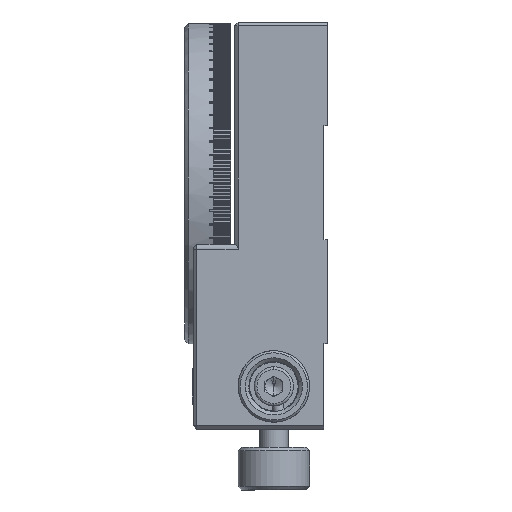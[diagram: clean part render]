
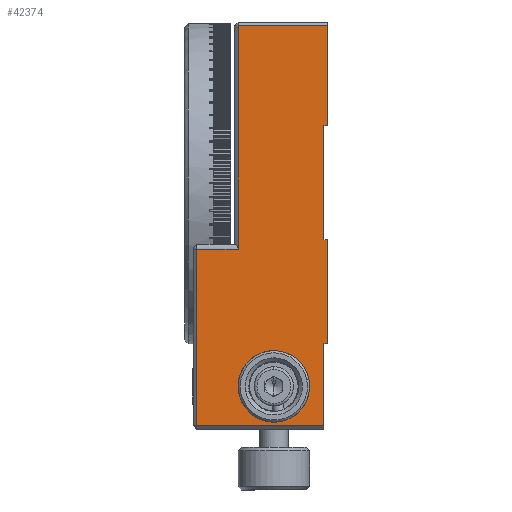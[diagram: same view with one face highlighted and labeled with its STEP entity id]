
A CAD part, left-side view. The second image highlights one B-rep face of the part: STEP entity #42374.
In plain terms, the highlighted planar face has unit normal (-1, 0, 0).
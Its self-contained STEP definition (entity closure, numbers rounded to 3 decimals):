
#593 = VERTEX_POINT ( 'NONE', #20962 ) ;
#1019 = DIRECTION ( 'NONE',  ( 0., 0., 1. ) ) ;
#1166 = ORIENTED_EDGE ( 'NONE', *, *, #12095, .T. ) ;
#1213 = VECTOR ( 'NONE', #7910, 1000. ) ;
#1463 = VERTEX_POINT ( 'NONE', #45801 ) ;
#2290 = EDGE_CURVE ( 'NONE', #22432, #13323, #24667, .T. ) ;
#2739 = EDGE_LOOP ( 'NONE', ( #50883, #50879 ) ) ;
#2797 = DIRECTION ( 'NONE',  ( 0., 0., 1. ) ) ;
#2993 = CARTESIAN_POINT ( 'NONE',  ( -22.5, 0., -28.5 ) ) ;
#3196 = CARTESIAN_POINT ( 'NONE',  ( -22.5, 13., 28. ) ) ;
#3543 = EDGE_CURVE ( 'NONE', #51835, #15375, #20100, .T. ) ;
#3981 = CARTESIAN_POINT ( 'NONE',  ( -22.5, 0.5, -28.5 ) ) ;
#4069 = LINE ( 'NONE', #39840, #29449 ) ;
#4072 = VERTEX_POINT ( 'NONE', #40506 ) ;
#4205 = CARTESIAN_POINT ( 'NONE',  ( -22.5, 7.5, -22.5 ) ) ;
#5576 = VERTEX_POINT ( 'NONE', #23576 ) ;
#7497 = DIRECTION ( 'NONE',  ( 0., 0., -1. ) ) ;
#7559 = DIRECTION ( 'NONE',  ( 1., 0., 0. ) ) ;
#7910 = DIRECTION ( 'NONE',  ( 0., 1., 0. ) ) ;
#7982 = AXIS2_PLACEMENT_3D ( 'NONE', #14347, #42714, #50841 ) ;
#8270 = VERTEX_POINT ( 'NONE', #9772 ) ;
#9088 = VECTOR ( 'NONE', #12540, 1000. ) ;
#9772 = CARTESIAN_POINT ( 'NONE',  ( -22.5, 0., -16.5 ) ) ;
#10070 = VECTOR ( 'NONE', #7497, 1000. ) ;
#11154 = DIRECTION ( 'NONE',  ( 0., 0., 1. ) ) ;
#11455 = CARTESIAN_POINT ( 'NONE',  ( -22.5, 13., -28.5 ) ) ;
#11912 = CARTESIAN_POINT ( 'NONE',  ( -22.5, 0.5, -16.5 ) ) ;
#12095 = EDGE_CURVE ( 'NONE', #20332, #4072, #48630, .T. ) ;
#12104 = EDGE_CURVE ( 'NONE', #5576, #27824, #48000, .T. ) ;
#12320 = EDGE_CURVE ( 'NONE', #4072, #29255, #23852, .T. ) ;
#12354 = DIRECTION ( 'NONE',  ( 1., 0., 0. ) ) ;
#12540 = DIRECTION ( 'NONE',  ( 0., -1., 0. ) ) ;
#12602 = DIRECTION ( 'NONE',  ( 0., -1., 0. ) ) ;
#13323 = VERTEX_POINT ( 'NONE', #22857 ) ;
#14347 = CARTESIAN_POINT ( 'NONE',  ( -22.5, 7.5, -22.5 ) ) ;
#15375 = VERTEX_POINT ( 'NONE', #43515 ) ;
#15525 = DIRECTION ( 'NONE',  ( 0., 0., -1. ) ) ;
#17441 = EDGE_CURVE ( 'NONE', #44050, #22432, #4069, .T. ) ;
#17470 = CARTESIAN_POINT ( 'NONE',  ( -22.5, 0.5, -28.5 ) ) ;
#18779 = LINE ( 'NONE', #17470, #40981 ) ;
#20100 = CIRCLE ( 'NONE', #50586, 4.4 ) ;
#20138 = FACE_BOUND ( 'NONE', #2739, .T. ) ;
#20237 = ORIENTED_EDGE ( 'NONE', *, *, #39664, .T. ) ;
#20332 = VERTEX_POINT ( 'NONE', #29930 ) ;
#20555 = ORIENTED_EDGE ( 'NONE', *, *, #12320, .T. ) ;
#20962 = CARTESIAN_POINT ( 'NONE',  ( -22.5, 0., -2. ) ) ;
#22432 = VERTEX_POINT ( 'NONE', #47264 ) ;
#22603 = VECTOR ( 'NONE', #52511, 1000. ) ;
#22857 = CARTESIAN_POINT ( 'NONE',  ( -22.5, 18.3, -28. ) ) ;
#23000 = DIRECTION ( 'NONE',  ( 0., 1., 0. ) ) ;
#23576 = CARTESIAN_POINT ( 'NONE',  ( -22.5, 0.5, -28. ) ) ;
#23643 = ORIENTED_EDGE ( 'NONE', *, *, #45447, .T. ) ;
#23852 = LINE ( 'NONE', #26903, #52362 ) ;
#24638 = EDGE_CURVE ( 'NONE', #15375, #51835, #31160, .T. ) ;
#24667 = LINE ( 'NONE', #39930, #10070 ) ;
#24797 = EDGE_LOOP ( 'NONE', ( #20555, #25584, #28591, #44452, #46567, #26021, #28499, #20237, #40112, #36375, #23643, #1166 ) ) ;
#25502 = EDGE_CURVE ( 'NONE', #1463, #44050, #43356, .T. ) ;
#25584 = ORIENTED_EDGE ( 'NONE', *, *, #44595, .T. ) ;
#26021 = ORIENTED_EDGE ( 'NONE', *, *, #26452, .T. ) ;
#26087 = VECTOR ( 'NONE', #12602, 1000. ) ;
#26452 = EDGE_CURVE ( 'NONE', #13323, #5576, #27970, .T. ) ;
#26903 = CARTESIAN_POINT ( 'NONE',  ( -22.5, 0., -28.5 ) ) ;
#27265 = AXIS2_PLACEMENT_3D ( 'NONE', #11455, #7559, #15525 ) ;
#27824 = VERTEX_POINT ( 'NONE', #11912 ) ;
#27970 = LINE ( 'NONE', #41165, #26087 ) ;
#28102 = CARTESIAN_POINT ( 'NONE',  ( -22.5, 13., -2. ) ) ;
#28125 = VECTOR ( 'NONE', #45738, 1000. ) ;
#28499 = ORIENTED_EDGE ( 'NONE', *, *, #12104, .T. ) ;
#28591 = ORIENTED_EDGE ( 'NONE', *, *, #25502, .T. ) ;
#29014 = CARTESIAN_POINT ( 'NONE',  ( -22.5, 13., -16.5 ) ) ;
#29255 = VERTEX_POINT ( 'NONE', #37848 ) ;
#29449 = VECTOR ( 'NONE', #23000, 1000. ) ;
#29675 = VECTOR ( 'NONE', #43627, 1000. ) ;
#29930 = CARTESIAN_POINT ( 'NONE',  ( -22.5, 0.5, 14. ) ) ;
#30301 = FACE_OUTER_BOUND ( 'NONE', #24797, .T. ) ;
#30489 = LINE ( 'NONE', #2993, #44451 ) ;
#31132 = CARTESIAN_POINT ( 'NONE',  ( -22.5, 7.5, -26.9 ) ) ;
#31160 = CIRCLE ( 'NONE', #7982, 4.4 ) ;
#32176 = LINE ( 'NONE', #3196, #29675 ) ;
#32179 = DIRECTION ( 'NONE',  ( 0., 0., -1. ) ) ;
#32296 = CARTESIAN_POINT ( 'NONE',  ( -22.5, 12.5, -3.298 ) ) ;
#33519 = LINE ( 'NONE', #28102, #1213 ) ;
#35736 = PLANE ( 'NONE',  #27265 ) ;
#36375 = ORIENTED_EDGE ( 'NONE', *, *, #36383, .T. ) ;
#36383 = EDGE_CURVE ( 'NONE', #593, #38209, #33519, .T. ) ;
#36566 = DIRECTION ( 'NONE',  ( 0., 0., 1. ) ) ;
#37848 = CARTESIAN_POINT ( 'NONE',  ( -22.5, 0., 28. ) ) ;
#38209 = VERTEX_POINT ( 'NONE', #46522 ) ;
#39664 = EDGE_CURVE ( 'NONE', #27824, #8270, #51551, .T. ) ;
#39840 = CARTESIAN_POINT ( 'NONE',  ( -22.5, 13., -3.298 ) ) ;
#39930 = CARTESIAN_POINT ( 'NONE',  ( -22.5, 18.3, -28.5 ) ) ;
#40112 = ORIENTED_EDGE ( 'NONE', *, *, #50975, .T. ) ;
#40326 = CARTESIAN_POINT ( 'NONE',  ( -22.5, 13., 14. ) ) ;
#40506 = CARTESIAN_POINT ( 'NONE',  ( -22.5, 0., 14. ) ) ;
#40981 = VECTOR ( 'NONE', #1019, 1000. ) ;
#41165 = CARTESIAN_POINT ( 'NONE',  ( -22.5, 13., -28. ) ) ;
#42374 = ADVANCED_FACE ( 'NONE', ( #20138, #30301 ), #35736, .F. ) ;
#42714 = DIRECTION ( 'NONE',  ( 1., 0., 0. ) ) ;
#43356 = LINE ( 'NONE', #45209, #28125 ) ;
#43515 = CARTESIAN_POINT ( 'NONE',  ( -22.5, 7.5, -18.1 ) ) ;
#43627 = DIRECTION ( 'NONE',  ( 0., 1., 0. ) ) ;
#44050 = VERTEX_POINT ( 'NONE', #32296 ) ;
#44451 = VECTOR ( 'NONE', #11154, 1000. ) ;
#44452 = ORIENTED_EDGE ( 'NONE', *, *, #17441, .T. ) ;
#44595 = EDGE_CURVE ( 'NONE', #29255, #1463, #32176, .T. ) ;
#45209 = CARTESIAN_POINT ( 'NONE',  ( -22.5, 12.5, -3.298 ) ) ;
#45447 = EDGE_CURVE ( 'NONE', #38209, #20332, #18779, .T. ) ;
#45738 = DIRECTION ( 'NONE',  ( 0., 0., -1. ) ) ;
#45801 = CARTESIAN_POINT ( 'NONE',  ( -22.5, 12.5, 28. ) ) ;
#46522 = CARTESIAN_POINT ( 'NONE',  ( -22.5, 0.5, -2. ) ) ;
#46567 = ORIENTED_EDGE ( 'NONE', *, *, #2290, .T. ) ;
#46734 = VECTOR ( 'NONE', #36566, 1000. ) ;
#47264 = CARTESIAN_POINT ( 'NONE',  ( -22.5, 18.3, -3.298 ) ) ;
#48000 = LINE ( 'NONE', #3981, #46734 ) ;
#48630 = LINE ( 'NONE', #40326, #22603 ) ;
#50586 = AXIS2_PLACEMENT_3D ( 'NONE', #4205, #12354, #32179 ) ;
#50841 = DIRECTION ( 'NONE',  ( 0., 0., -1. ) ) ;
#50879 = ORIENTED_EDGE ( 'NONE', *, *, #24638, .T. ) ;
#50883 = ORIENTED_EDGE ( 'NONE', *, *, #3543, .T. ) ;
#50975 = EDGE_CURVE ( 'NONE', #8270, #593, #30489, .T. ) ;
#51551 = LINE ( 'NONE', #29014, #9088 ) ;
#51835 = VERTEX_POINT ( 'NONE', #31132 ) ;
#52362 = VECTOR ( 'NONE', #2797, 1000. ) ;
#52511 = DIRECTION ( 'NONE',  ( 0., -1., 0. ) ) ;
